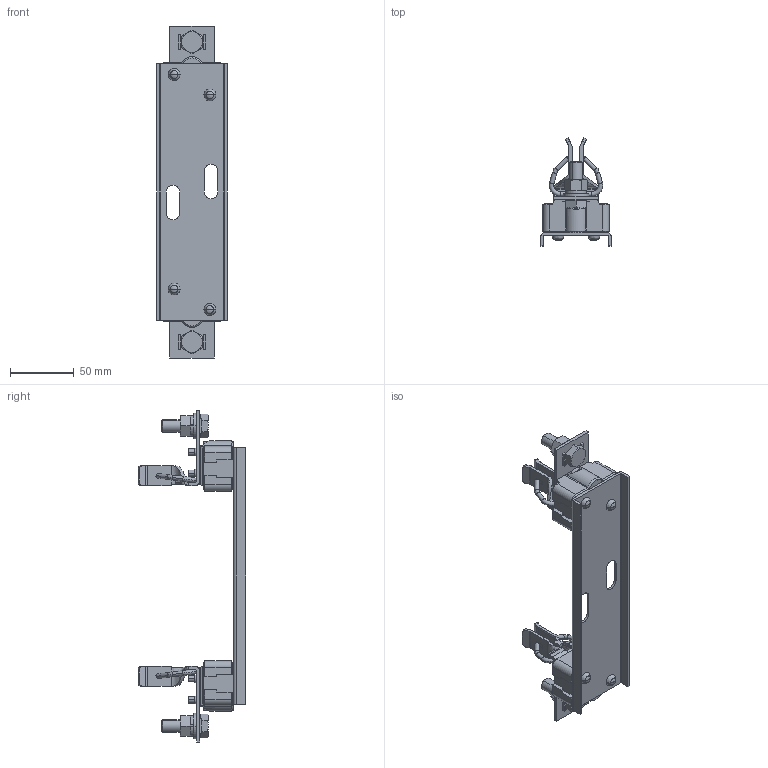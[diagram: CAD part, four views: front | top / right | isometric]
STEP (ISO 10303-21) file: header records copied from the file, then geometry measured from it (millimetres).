
FILE_DESCRIPTION((''),'2;1');
FILE_NAME('PK1_XL_DIM','2017-03-30T',('janez.tomelj'),('Audax d.o.o.'),'CREO PARAMETRIC BY PTC INC, 2015290','CREO PARAMETRIC BY PTC INC, 2015290','');
FILE_SCHEMA(('CONFIG_CONTROL_DESIGN'));
Length unit declared in the file: millimetre
Products named in the file (1): PK1_XL_DIM
Bounding box: 55 x 84.5 x 260 mm (x, y, z)
Volume: 146916.7 mm3; surface area: 56506.2 mm2
Topology: 3 solids, 3 shells, 623 faces, 1510 edges, 920 vertices
Faces by surface type: plane 345, cylinder 150, cone 74, bspline 30, torus 16, sphere 8
Entity records: 37577 total; most frequent: CARTESIAN_POINT 23182, ORIENTED_EDGE 3004, DIRECTION 2926, EDGE_CURVE 1502, AXIS2_PLACEMENT_3D 993, VECTOR 940, LINE 940, VERTEX_POINT 920
